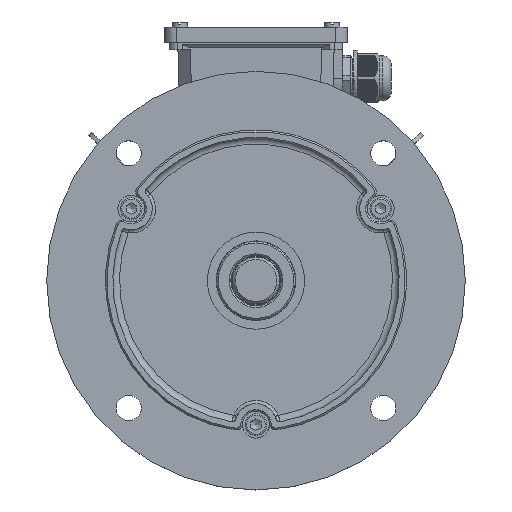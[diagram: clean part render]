
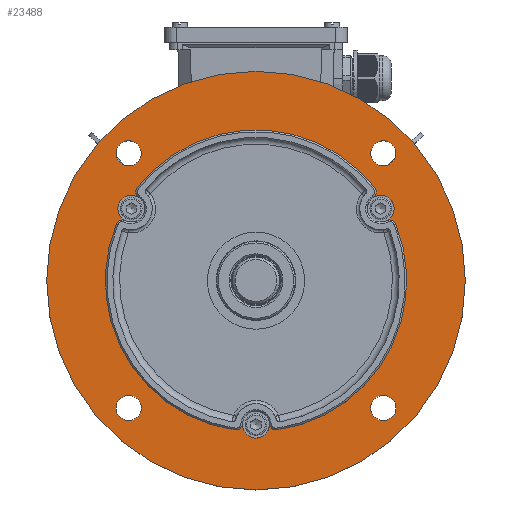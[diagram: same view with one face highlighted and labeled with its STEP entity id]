
A CAD part, top view. The second image highlights one B-rep face of the part: STEP entity #23488.
In plain terms, the highlighted planar face has unit normal (0, 0, 1).
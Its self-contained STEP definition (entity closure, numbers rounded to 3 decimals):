
#6288=PLANE('',#85891);
#23488=ADVANCED_FACE('',(#29383,#29384,#29385,#29386,#29387,#29388),#6288,
 .F.);
#29383=FACE_BOUND('',#33044,.T.);
#29384=FACE_BOUND('',#33045,.T.);
#29385=FACE_BOUND('',#33046,.T.);
#29386=FACE_BOUND('',#33047,.T.);
#29387=FACE_BOUND('',#33048,.T.);
#29388=FACE_BOUND('',#33049,.T.);
#33044=EDGE_LOOP('',(#48968));
#33045=EDGE_LOOP('',(#48969));
#33046=EDGE_LOOP('',(#48970,#48971,#48972,#48973,#48974,#48975,#48976,#48977,
#48978,#48979,#48980,#48981));
#33047=EDGE_LOOP('',(#48982));
#33048=EDGE_LOOP('',(#48983));
#33049=EDGE_LOOP('',(#48984));
#48968=ORIENTED_EDGE('',*,*,#73142,.F.);
#48969=ORIENTED_EDGE('',*,*,#73144,.F.);
#48970=ORIENTED_EDGE('',*,*,#73145,.F.);
#48971=ORIENTED_EDGE('',*,*,#73146,.T.);
#48972=ORIENTED_EDGE('',*,*,#73147,.F.);
#48973=ORIENTED_EDGE('',*,*,#73148,.T.);
#48974=ORIENTED_EDGE('',*,*,#73149,.F.);
#48975=ORIENTED_EDGE('',*,*,#73150,.T.);
#48976=ORIENTED_EDGE('',*,*,#73151,.F.);
#48977=ORIENTED_EDGE('',*,*,#73152,.T.);
#48978=ORIENTED_EDGE('',*,*,#73153,.F.);
#48979=ORIENTED_EDGE('',*,*,#73154,.T.);
#48980=ORIENTED_EDGE('',*,*,#73155,.F.);
#48981=ORIENTED_EDGE('',*,*,#73156,.T.);
#48982=ORIENTED_EDGE('',*,*,#73157,.T.);
#48983=ORIENTED_EDGE('',*,*,#73158,.F.);
#48984=ORIENTED_EDGE('',*,*,#73159,.T.);
#63051=VERTEX_POINT('',#131749);
#63053=VERTEX_POINT('',#131754);
#63054=VERTEX_POINT('',#131757);
#63055=VERTEX_POINT('',#131758);
#63056=VERTEX_POINT('',#131760);
#63057=VERTEX_POINT('',#131762);
#63058=VERTEX_POINT('',#131764);
#63059=VERTEX_POINT('',#131766);
#63060=VERTEX_POINT('',#131768);
#63061=VERTEX_POINT('',#131770);
#63062=VERTEX_POINT('',#131772);
#63063=VERTEX_POINT('',#131774);
#63064=VERTEX_POINT('',#131776);
#63065=VERTEX_POINT('',#131778);
#63066=VERTEX_POINT('',#131781);
#63067=VERTEX_POINT('',#131783);
#63068=VERTEX_POINT('',#131785);
#73142=EDGE_CURVE('',#63051,#63051,#80089,.T.);
#73144=EDGE_CURVE('',#63053,#63053,#80091,.T.);
#73145=EDGE_CURVE('',#63054,#63055,#80092,.T.);
#73146=EDGE_CURVE('',#63054,#63056,#80093,.T.);
#73147=EDGE_CURVE('',#63057,#63056,#80094,.T.);
#73148=EDGE_CURVE('',#63057,#63058,#80095,.T.);
#73149=EDGE_CURVE('',#63059,#63058,#80096,.T.);
#73150=EDGE_CURVE('',#63059,#63060,#80097,.T.);
#73151=EDGE_CURVE('',#63061,#63060,#80098,.T.);
#73152=EDGE_CURVE('',#63061,#63062,#80099,.T.);
#73153=EDGE_CURVE('',#63063,#63062,#80100,.T.);
#73154=EDGE_CURVE('',#63063,#63064,#80101,.T.);
#73155=EDGE_CURVE('',#63065,#63064,#80102,.T.);
#73156=EDGE_CURVE('',#63065,#63055,#80103,.T.);
#73157=EDGE_CURVE('',#63066,#63066,#80104,.T.);
#73158=EDGE_CURVE('',#63067,#63067,#80105,.T.);
#73159=EDGE_CURVE('',#63068,#63068,#80106,.T.);
#80089=CIRCLE('',#85871,7.5);
#80091=CIRCLE('',#85874,7.5);
#80092=CIRCLE('',#85876,8.);
#80093=CIRCLE('',#85877,4.);
#80094=CIRCLE('',#85878,90.);
#80095=CIRCLE('',#85879,4.);
#80096=CIRCLE('',#85880,8.);
#80097=CIRCLE('',#85881,4.);
#80098=CIRCLE('',#85882,90.);
#80099=CIRCLE('',#85883,4.);
#80100=CIRCLE('',#85884,8.);
#80101=CIRCLE('',#85885,4.);
#80102=CIRCLE('',#85886,90.);
#80103=CIRCLE('',#85887,4.);
#80104=CIRCLE('',#85888,125.);
#80105=CIRCLE('',#85889,7.5);
#80106=CIRCLE('',#85890,7.5);
#85871=AXIS2_PLACEMENT_3D('',#131748,#102337,#102338);
#85874=AXIS2_PLACEMENT_3D('',#131753,#102343,#102344);
#85876=AXIS2_PLACEMENT_3D('',#131756,#102347,#102348);
#85877=AXIS2_PLACEMENT_3D('',#131759,#102349,#102350);
#85878=AXIS2_PLACEMENT_3D('',#131761,#102351,#102352);
#85879=AXIS2_PLACEMENT_3D('',#131763,#102353,#102354);
#85880=AXIS2_PLACEMENT_3D('',#131765,#102355,#102356);
#85881=AXIS2_PLACEMENT_3D('',#131767,#102357,#102358);
#85882=AXIS2_PLACEMENT_3D('',#131769,#102359,#102360);
#85883=AXIS2_PLACEMENT_3D('',#131771,#102361,#102362);
#85884=AXIS2_PLACEMENT_3D('',#131773,#102363,#102364);
#85885=AXIS2_PLACEMENT_3D('',#131775,#102365,#102366);
#85886=AXIS2_PLACEMENT_3D('',#131777,#102367,#102368);
#85887=AXIS2_PLACEMENT_3D('',#131779,#102369,#102370);
#85888=AXIS2_PLACEMENT_3D('',#131780,#102371,#102372);
#85889=AXIS2_PLACEMENT_3D('',#131782,#102373,#102374);
#85890=AXIS2_PLACEMENT_3D('',#131784,#102375,#102376);
#85891=AXIS2_PLACEMENT_3D('',#131786,#102377,#102378);
#102337=DIRECTION('',(0.,0.,1.));
#102338=DIRECTION('',(-1.,0.,0.));
#102343=DIRECTION('',(0.,0.,1.));
#102344=DIRECTION('',(-1.,0.,0.));
#102347=DIRECTION('',(0.,0.,1.));
#102348=DIRECTION('',(-1.,0.,0.));
#102349=DIRECTION('',(0.,0.,-1.));
#102350=DIRECTION('',(-1.,0.,0.));
#102351=DIRECTION('',(0.,0.,1.));
#102352=DIRECTION('',(1.,0.,0.));
#102353=DIRECTION('',(0.,0.,-1.));
#102354=DIRECTION('',(-1.,0.,0.));
#102355=DIRECTION('',(0.,0.,1.));
#102356=DIRECTION('',(-1.,0.,0.));
#102357=DIRECTION('',(0.,0.,-1.));
#102358=DIRECTION('',(-1.,0.,0.));
#102359=DIRECTION('',(0.,0.,1.));
#102360=DIRECTION('',(1.,0.,0.));
#102361=DIRECTION('',(0.,0.,-1.));
#102362=DIRECTION('',(-1.,0.,0.));
#102363=DIRECTION('',(0.,0.,1.));
#102364=DIRECTION('',(-1.,0.,0.));
#102365=DIRECTION('',(0.,0.,-1.));
#102366=DIRECTION('',(-1.,0.,0.));
#102367=DIRECTION('',(0.,0.,1.));
#102368=DIRECTION('',(1.,0.,0.));
#102369=DIRECTION('',(0.,0.,-1.));
#102370=DIRECTION('',(-1.,0.,0.));
#102371=DIRECTION('',(0.,0.,1.));
#102372=DIRECTION('',(1.,0.,0.));
#102373=DIRECTION('',(0.,0.,1.));
#102374=DIRECTION('',(-1.,0.,0.));
#102375=DIRECTION('',(0.,0.,-1.));
#102376=DIRECTION('',(-1.,0.,0.));
#102377=DIRECTION('',(0.,0.,-1.));
#102378=DIRECTION('',(-1.,0.,0.));
#131748=CARTESIAN_POINT('',(76.014,-76.014,237.));
#131749=CARTESIAN_POINT('',(68.514,-76.014,237.));
#131753=CARTESIAN_POINT('',(-76.014,76.014,237.));
#131754=CARTESIAN_POINT('',(-83.514,76.014,237.));
#131756=CARTESIAN_POINT('',(0.,-86.,237.));
#131757=CARTESIAN_POINT('',(-7.981,-85.442,237.));
#131758=CARTESIAN_POINT('',(7.981,-85.442,237.));
#131759=CARTESIAN_POINT('',(-11.971,-85.163,237.));
#131760=CARTESIAN_POINT('',(-12.528,-89.124,237.));
#131761=CARTESIAN_POINT('',(0.,0.,237.));
#131762=CARTESIAN_POINT('',(-83.447,33.713,237.));
#131763=CARTESIAN_POINT('',(-79.739,32.214,237.));
#131764=CARTESIAN_POINT('',(-77.985,35.81,237.));
#131765=CARTESIAN_POINT('',(-74.478,43.,237.));
#131766=CARTESIAN_POINT('',(-70.005,49.632,237.));
#131767=CARTESIAN_POINT('',(-67.768,52.948,237.));
#131768=CARTESIAN_POINT('',(-70.92,55.411,237.));
#131769=CARTESIAN_POINT('',(0.,0.,237.));
#131770=CARTESIAN_POINT('',(70.92,55.411,237.));
#131771=CARTESIAN_POINT('',(67.768,52.948,237.));
#131772=CARTESIAN_POINT('',(70.005,49.632,237.));
#131773=CARTESIAN_POINT('',(74.478,43.,237.));
#131774=CARTESIAN_POINT('',(77.985,35.81,237.));
#131775=CARTESIAN_POINT('',(79.739,32.214,237.));
#131776=CARTESIAN_POINT('',(83.447,33.713,237.));
#131777=CARTESIAN_POINT('',(0.,0.,237.));
#131778=CARTESIAN_POINT('',(12.528,-89.124,237.));
#131779=CARTESIAN_POINT('',(11.971,-85.163,237.));
#131780=CARTESIAN_POINT('',(0.,0.,237.));
#131781=CARTESIAN_POINT('',(125.,0.,237.));
#131782=CARTESIAN_POINT('',(76.014,76.014,237.));
#131783=CARTESIAN_POINT('',(68.514,76.014,237.));
#131784=CARTESIAN_POINT('',(-76.014,-76.014,237.));
#131785=CARTESIAN_POINT('',(-83.514,-76.014,237.));
#131786=CARTESIAN_POINT('',(0.,125.,237.));
